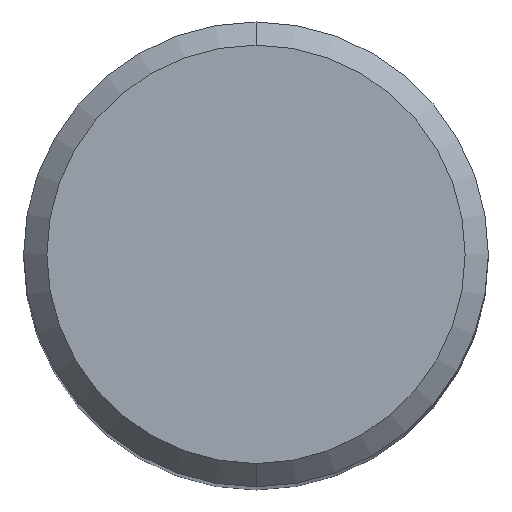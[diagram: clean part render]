
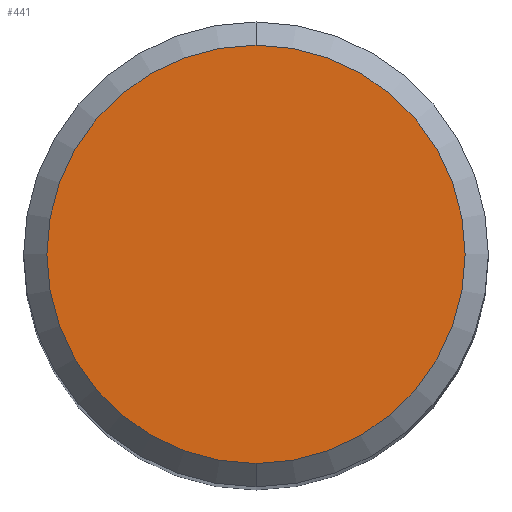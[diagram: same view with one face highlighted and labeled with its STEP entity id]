
A CAD part, top view. The second image highlights one B-rep face of the part: STEP entity #441.
In plain terms, the highlighted planar face has unit normal (0, 0, 1).
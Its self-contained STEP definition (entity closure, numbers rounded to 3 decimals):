
#189=VERTEX_POINT('',#498);
#253=VERTEX_POINT('',#566);
#373=EDGE_CURVE('',#253,#189,#696,.T.);
#441=ADVANCED_FACE('',(#774),#775,.T.);
#443=EDGE_CURVE('',#189,#253,#777,.T.);
#498=CARTESIAN_POINT('',(0.0,7.2,0.0));
#566=CARTESIAN_POINT('',(0.,-7.2,0.0));
#696=CIRCLE('',#1266,7.2);
#774=FACE_OUTER_BOUND('',#1455,.T.);
#775=PLANE('',#1456);
#777=CIRCLE('',#1459,7.2);
#1266=AXIS2_PLACEMENT_3D('',#1712,#1713,#1714);
#1455=EDGE_LOOP('',(#1833,#1834));
#1456=AXIS2_PLACEMENT_3D('',#1835,#1836,#1837);
#1459=AXIS2_PLACEMENT_3D('',#1838,#1839,#1840);
#1712=CARTESIAN_POINT('',(0.0,0.0,0.0));
#1713=DIRECTION('',(0.0,0.0,-1.0));
#1714=DIRECTION('',(0.0,1.0,0.0));
#1833=ORIENTED_EDGE('',*,*,#443,.F.);
#1834=ORIENTED_EDGE('',*,*,#373,.F.);
#1835=CARTESIAN_POINT('',(0.0,3.6,0.0));
#1836=DIRECTION('',(-0.0,0.0,1.0));
#1837=DIRECTION('',(0.0,-1.0,0.0));
#1838=CARTESIAN_POINT('',(0.0,0.0,0.0));
#1839=DIRECTION('',(0.0,0.0,-1.0));
#1840=DIRECTION('',(0.0,1.0,0.0));
